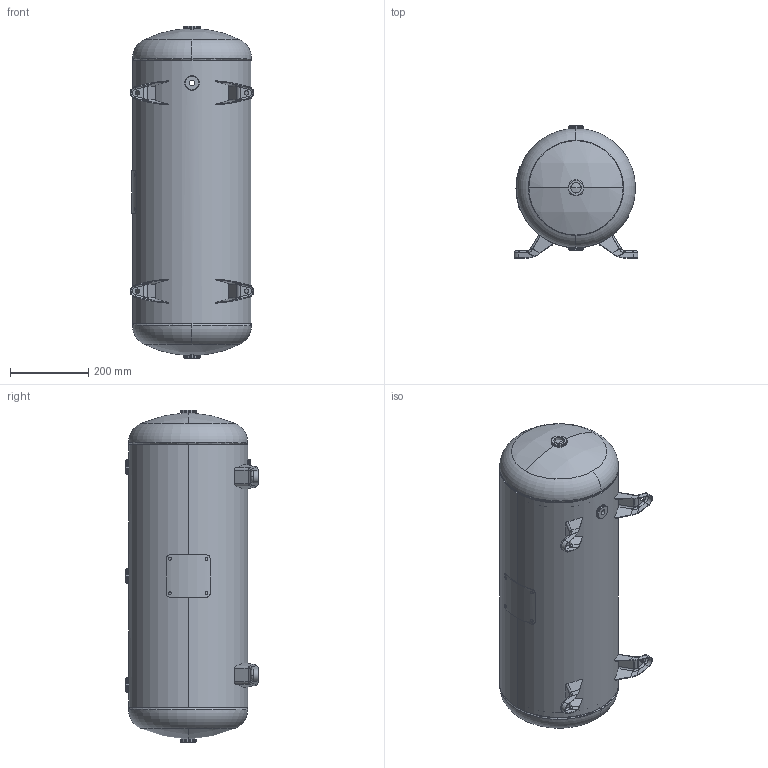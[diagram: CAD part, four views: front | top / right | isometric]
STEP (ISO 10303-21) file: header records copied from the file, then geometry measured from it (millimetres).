
FILE_DESCRIPTION (( 'STEP AP214' ), '1' );
FILE_NAME ('302463.STEP', '2024-04-02T19:07:28', ( '' ), ( '' ), 'SwSTEP 2.0', 'SolidWorks 2022', '' );
FILE_SCHEMA (( 'AUTOMOTIVE_DESIGN' ));
Length unit declared in the file: inch
Products named in the file (8): A21150_A21150.1; 302463; PHOENIX FLAT FLANGE_0250P391; HEAD_12X094JOG; NP-HOR_12; 302463-SL; PHOENIX FLAT FLANGE_0750; PHOENIX FLAT FLANGE_0500P393
Assembly tree (14 placements, depth 2):
  302463
    302463-SL
    HEAD_12X094JOG  x2
    PHOENIX FLAT FLANGE_0750  x2
    PHOENIX FLAT FLANGE_0500P393  x3
    PHOENIX FLAT FLANGE_0250P391
    A21150_A21150.1  x4
    NP-HOR_12
Bounding box: 317.5 x 338.92 x 850.98 mm (x, y, z)
Volume: 2337629.5 mm3; surface area: 1882718.4 mm2
Topology: 14 solids, 14 shells, 454 faces, 1056 edges, 644 vertices
Faces by surface type: cylinder 168, torus 112, plane 98, bspline 68, sphere 8
Entity records: 11206 total; most frequent: CARTESIAN_POINT 6694, DIRECTION 864, ORIENTED_EDGE 860, EDGE_CURVE 430, AXIS2_PLACEMENT_3D 382, VERTEX_POINT 264, EDGE_LOOP 218, CIRCLE 210
